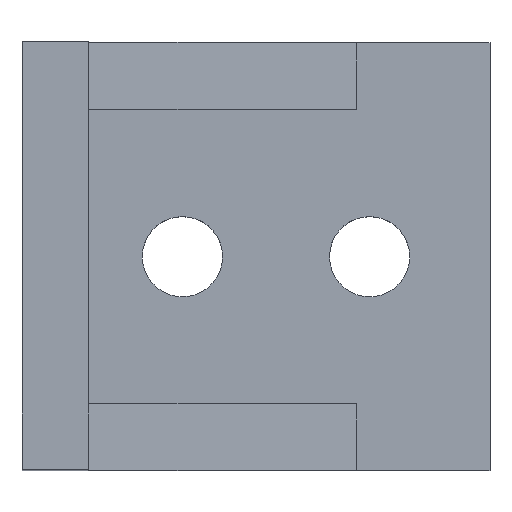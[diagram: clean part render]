
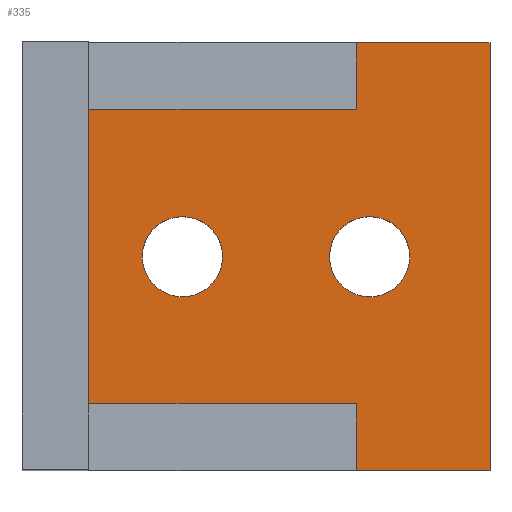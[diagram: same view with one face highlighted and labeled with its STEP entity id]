
A CAD part, top view. The second image highlights one B-rep face of the part: STEP entity #335.
In plain terms, the highlighted planar face has unit normal (0, 0, 1).
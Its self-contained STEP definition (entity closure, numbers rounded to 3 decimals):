
#15=FACE_BOUND('',#59,.T.);
#16=FACE_BOUND('',#60,.T.);
#27=PLANE('',#370);
#41=FACE_OUTER_BOUND('',#58,.T.);
#58=EDGE_LOOP('',(#251,#252,#253,#254,#255,#256,#257,#258));
#59=EDGE_LOOP('',(#259));
#60=EDGE_LOOP('',(#260));
#84=LINE('',#498,#119);
#87=LINE('',#504,#122);
#89=LINE('',#508,#124);
#90=LINE('',#510,#125);
#91=LINE('',#512,#126);
#92=LINE('',#514,#127);
#93=LINE('',#516,#128);
#94=LINE('',#517,#129);
#119=VECTOR('',#408,10.);
#122=VECTOR('',#413,10.);
#124=VECTOR('',#417,10.);
#125=VECTOR('',#418,10.);
#126=VECTOR('',#419,10.);
#127=VECTOR('',#420,10.);
#128=VECTOR('',#421,10.);
#129=VECTOR('',#422,10.);
#151=CIRCLE('',#363,3.);
#153=CIRCLE('',#366,3.);
#161=VERTEX_POINT('',#482);
#163=VERTEX_POINT('',#488);
#165=VERTEX_POINT('',#494);
#167=VERTEX_POINT('',#497);
#169=VERTEX_POINT('',#503);
#170=VERTEX_POINT('',#507);
#171=VERTEX_POINT('',#509);
#172=VERTEX_POINT('',#511);
#173=VERTEX_POINT('',#513);
#174=VERTEX_POINT('',#515);
#191=EDGE_CURVE('',#161,#161,#151,.T.);
#194=EDGE_CURVE('',#163,#163,#153,.T.);
#198=EDGE_CURVE('',#167,#165,#84,.T.);
#201=EDGE_CURVE('',#169,#167,#87,.T.);
#203=EDGE_CURVE('',#170,#165,#89,.T.);
#204=EDGE_CURVE('',#170,#171,#90,.T.);
#205=EDGE_CURVE('',#171,#172,#91,.T.);
#206=EDGE_CURVE('',#172,#173,#92,.T.);
#207=EDGE_CURVE('',#174,#173,#93,.T.);
#208=EDGE_CURVE('',#169,#174,#94,.T.);
#251=ORIENTED_EDGE('',*,*,#201,.T.);
#252=ORIENTED_EDGE('',*,*,#198,.T.);
#253=ORIENTED_EDGE('',*,*,#203,.F.);
#254=ORIENTED_EDGE('',*,*,#204,.T.);
#255=ORIENTED_EDGE('',*,*,#205,.T.);
#256=ORIENTED_EDGE('',*,*,#206,.T.);
#257=ORIENTED_EDGE('',*,*,#207,.F.);
#258=ORIENTED_EDGE('',*,*,#208,.F.);
#259=ORIENTED_EDGE('',*,*,#191,.T.);
#260=ORIENTED_EDGE('',*,*,#194,.T.);
#335=ADVANCED_FACE('',(#41,#15,#16),#27,.T.);
#363=AXIS2_PLACEMENT_3D('',#483,#393,#394);
#366=AXIS2_PLACEMENT_3D('',#489,#400,#401);
#370=AXIS2_PLACEMENT_3D('',#506,#415,#416);
#393=DIRECTION('center_axis',(0.,0.,
-1.));
#394=DIRECTION('ref_axis',(-1.,0.,0.));
#400=DIRECTION('center_axis',(0.,0.,
-1.));
#401=DIRECTION('ref_axis',(-1.,0.,0.));
#408=DIRECTION('',(-1.,0.,0.));
#413=DIRECTION('',(0.,-1.,0.));
#415=DIRECTION('center_axis',(0.,0.,
1.));
#416=DIRECTION('ref_axis',(0.,-1.,0.));
#417=DIRECTION('',(0.,1.,0.));
#418=DIRECTION('',(1.,0.,0.));
#419=DIRECTION('',(0.,-1.,0.));
#420=DIRECTION('',(1.,0.,0.));
#421=DIRECTION('',(0.,-1.,0.));
#422=DIRECTION('',(1.,0.,0.));
#482=CARTESIAN_POINT('',(51.23,0.,-50.));
#483=CARTESIAN_POINT('Origin',(48.23,0.,-50.));
#488=CARTESIAN_POINT('',(65.23,0.,-50.));
#489=CARTESIAN_POINT('Origin',(62.23,0.,-50.));
#494=CARTESIAN_POINT('',(41.23,11.,-50.));
#497=CARTESIAN_POINT('',(61.23,11.,-50.));
#498=CARTESIAN_POINT('',(41.23,11.,-50.));
#503=CARTESIAN_POINT('',(61.23,16.,-50.));
#504=CARTESIAN_POINT('',(61.23,13.5,-50.));
#506=CARTESIAN_POINT('Origin',(41.23,16.,-50.));
#507=CARTESIAN_POINT('',(41.23,-11.,-50.));
#508=CARTESIAN_POINT('',(41.23,8.,-50.));
#509=CARTESIAN_POINT('',(61.23,-11.,-50.));
#510=CARTESIAN_POINT('',(41.23,-11.,-50.));
#511=CARTESIAN_POINT('',(61.23,-16.,-50.));
#512=CARTESIAN_POINT('',(61.23,2.5,-50.));
#513=CARTESIAN_POINT('',(71.23,-16.,-50.));
#514=CARTESIAN_POINT('',(41.23,-16.,-50.));
#515=CARTESIAN_POINT('',(71.23,16.,-50.));
#516=CARTESIAN_POINT('',(71.23,-16.,-50.));
#517=CARTESIAN_POINT('',(41.23,16.,-50.));
